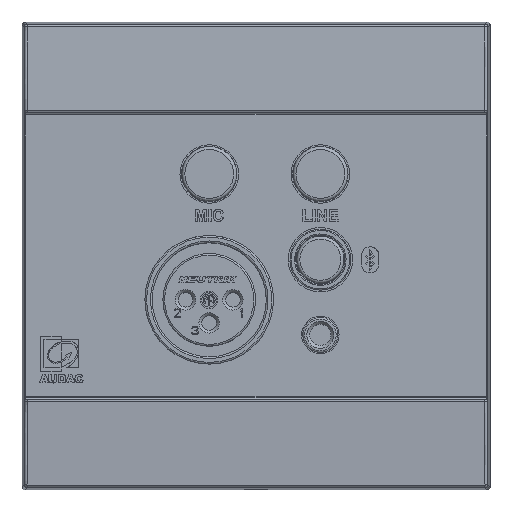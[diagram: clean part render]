
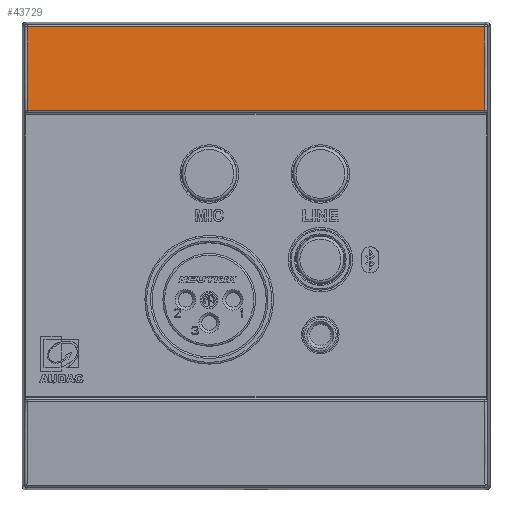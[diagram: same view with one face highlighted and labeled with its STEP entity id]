
A CAD part, top view. The second image highlights one B-rep face of the part: STEP entity #43729.
In plain terms, the highlighted cylindrical face has radius 250 mm (diameter 500 mm), a partial arc.
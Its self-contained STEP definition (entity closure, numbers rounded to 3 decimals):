
#527=CYLINDRICAL_SURFACE('',#46792,250.);
#3042=B_SPLINE_CURVE_WITH_KNOTS('',3,(#72141,#72142,#72143,#72144),
 .UNSPECIFIED.,.F.,.F.,(4,4),(0.139,1.574),
 .UNSPECIFIED.);
#3043=B_SPLINE_CURVE_WITH_KNOTS('',3,(#72147,#72148,#72149,#72150),
 .UNSPECIFIED.,.F.,.F.,(4,4),(6.583,8.018),
 .UNSPECIFIED.);
#6931=LINE('',#72139,#11514);
#6932=LINE('',#72146,#11515);
#11514=VECTOR('',#56505,10.);
#11515=VECTOR('',#56506,10.);
#14336=FACE_OUTER_BOUND('',#16846,.T.);
#16846=EDGE_LOOP('',(#37794,#37795,#37796,#37797));
#21669=VERTEX_POINT('',#72137);
#21670=VERTEX_POINT('',#72138);
#21671=VERTEX_POINT('',#72140);
#21672=VERTEX_POINT('',#72145);
#27208=EDGE_CURVE('',#21669,#21670,#6931,.T.);
#27209=EDGE_CURVE('',#21671,#21669,#3042,.T.);
#27210=EDGE_CURVE('',#21672,#21671,#6932,.T.);
#27211=EDGE_CURVE('',#21670,#21672,#3043,.T.);
#37794=ORIENTED_EDGE('',*,*,#27208,.F.);
#37795=ORIENTED_EDGE('',*,*,#27209,.F.);
#37796=ORIENTED_EDGE('',*,*,#27210,.F.);
#37797=ORIENTED_EDGE('',*,*,#27211,.F.);
#43729=ADVANCED_FACE('',(#14336),#527,.T.);
#46792=AXIS2_PLACEMENT_3D('',#72136,#56503,#56504);
#56503=DIRECTION('center_axis',(1.,0.,0.));
#56504=DIRECTION('ref_axis',(0.,-0.428,-0.904));
#56505=DIRECTION('',(-1.,0.,0.));
#56506=DIRECTION('',(1.,0.,0.));
#72136=CARTESIAN_POINT('Origin',(0.,17.404,-241.399));
#72137=CARTESIAN_POINT('',(39.065,24.809,8.491));
#72138=CARTESIAN_POINT('',(-39.065,24.809,8.491));
#72139=CARTESIAN_POINT('',(0.,24.809,8.491));
#72140=CARTESIAN_POINT('',(39.117,39.16,7.652));
#72141=CARTESIAN_POINT('Ctrl Pts',(39.117,39.16,7.652));
#72142=CARTESIAN_POINT('Ctrl Pts',(39.091,34.386,8.069));
#72143=CARTESIAN_POINT('Ctrl Pts',(39.074,29.599,8.349));
#72144=CARTESIAN_POINT('Ctrl Pts',(39.065,24.809,8.491));
#72145=CARTESIAN_POINT('',(-39.117,39.16,7.652));
#72146=CARTESIAN_POINT('',(40.,39.16,7.652));
#72147=CARTESIAN_POINT('Ctrl Pts',(-39.065,24.809,8.491));
#72148=CARTESIAN_POINT('Ctrl Pts',(-39.074,29.599,8.349));
#72149=CARTESIAN_POINT('Ctrl Pts',(-39.091,34.386,8.069));
#72150=CARTESIAN_POINT('Ctrl Pts',(-39.117,39.16,7.652));
